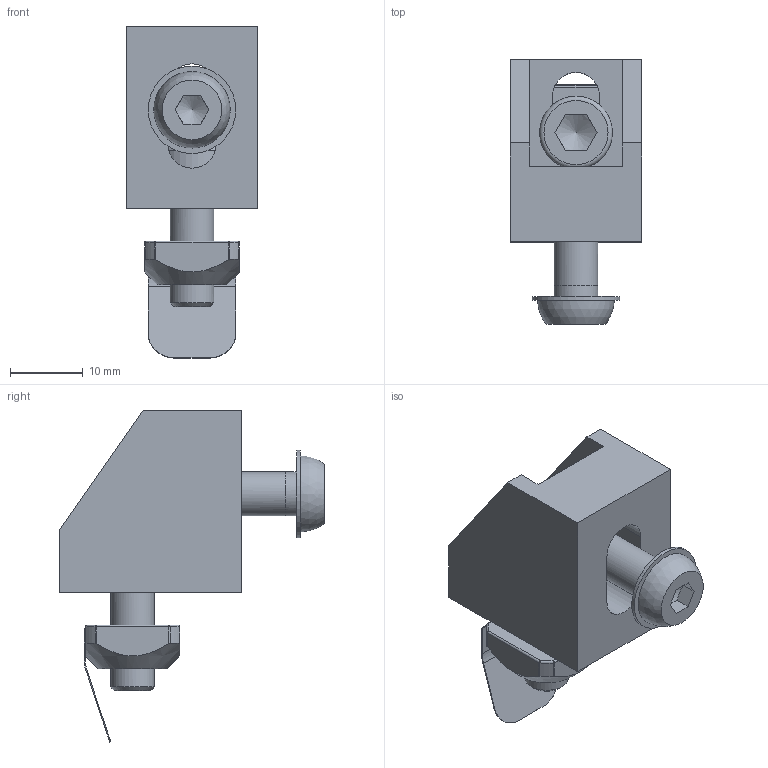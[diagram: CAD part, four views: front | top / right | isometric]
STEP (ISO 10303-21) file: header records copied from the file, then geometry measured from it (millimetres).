
FILE_DESCRIPTION(('STEP AP203'),'1');
FILE_NAME('SAFE08N1118.stp','2023-10-24T08:01:33',(' '),(' '),'Spatial InterOp 3D',' ',' ');
FILE_SCHEMA(('CONFIG_CONTROL_DESIGN'));
Length unit declared in the file: millimetre
Products named in the file (8): Kit panoblock PA réglable M6; Rondelle imperdable 6; Vis BHC - M6x16; Ecrou carré languette 8 45 M6; Vis CHC - M6x16; Panoblock PA réglable
Assembly tree (7 placements, depth 3):
  Kit panoblock PA réglable M6
    Rondelle imperdable 6
    Vis BHC - M6x16
    Ecrou carré languette 8 45 M6
      Ecrou carré languette 8 45 M6
      Ecrou carré languette 8 45 M6
    Vis CHC - M6x16
    Panoblock PA réglable
Bounding box: 18 x 36.3 x 45.55 mm (x, y, z)
Volume: 7818.2 mm3; surface area: 5889.9 mm2
Topology: 6 solids, 6 shells, 103 faces, 243 edges, 146 vertices
Faces by surface type: plane 50, cylinder 32, sphere 9, torus 7, cone 5
Full cylindrical faces by diameter (mm): 5 x1, 5.1 x1, 6 x4, 10 x1, 12 x1
Entity records: 3888 total; most frequent: CARTESIAN_POINT 712, DIRECTION 484, ORIENTED_EDGE 428, EDGE_CURVE 214, AXIS2_PLACEMENT_3D 184, VERTEX_POINT 144, EDGE_LOOP 130, LINE 116
